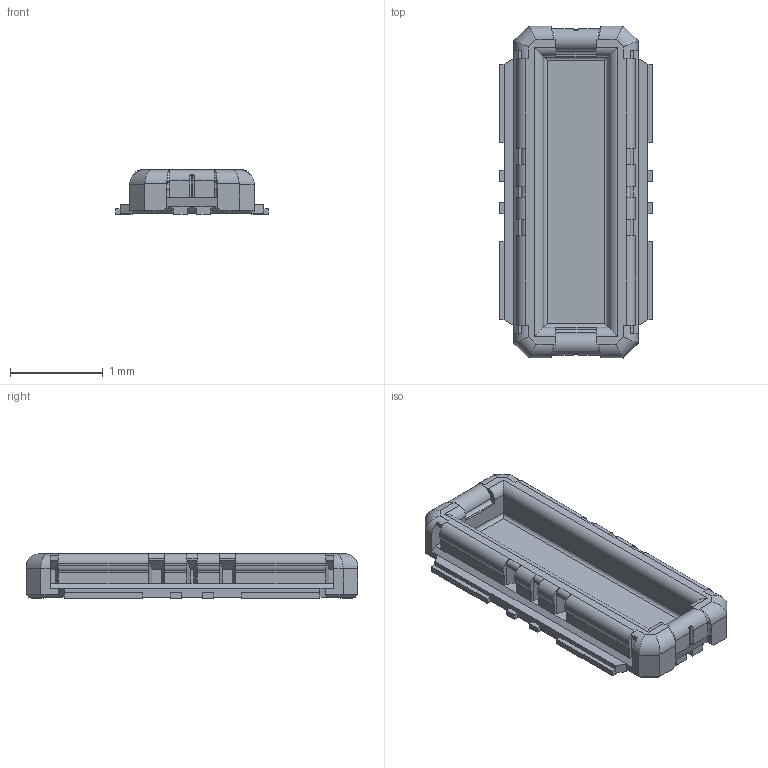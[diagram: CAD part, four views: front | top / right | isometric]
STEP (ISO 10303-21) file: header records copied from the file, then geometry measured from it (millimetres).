
FILE_DESCRIPTION (( 'STEP AP214' ), '1' );
FILE_NAME ('BM50U-4DP.stp', '2023-11-02T13:37:49', ( '' ), ( '' ), 'SwSTEP 2.0', 'SolidWorks 2023', '' );
FILE_SCHEMA (( 'AUTOMOTIVE_DESIGN' ));
Length unit declared in the file: millimetre
Products named in the file (1): BM50U-4DP
Bounding box: 1.65 x 3.58 x 0.48 mm (x, y, z)
Volume: 1.3 mm3; surface area: 18.7 mm2
Topology: 1 solids, 1 shells, 420 faces, 1134 edges, 716 vertices
Faces by surface type: plane 308, cylinder 92, bspline 20
Entity records: 14815 total; most frequent: CARTESIAN_POINT 4339, ORIENTED_EDGE 2268, DIRECTION 2058, EDGE_CURVE 1134, LINE 884, VECTOR 884, VERTEX_POINT 716, AXIS2_PLACEMENT_3D 587
